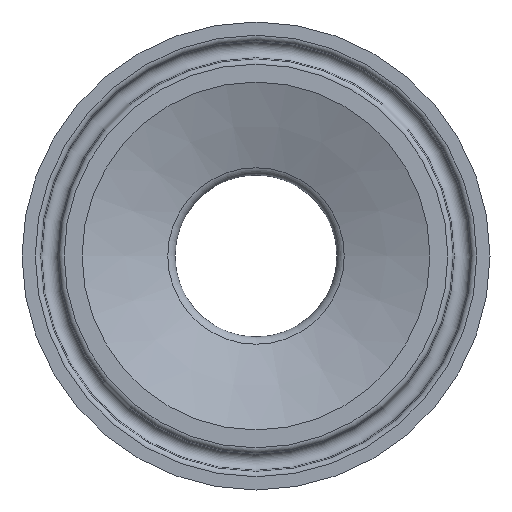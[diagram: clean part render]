
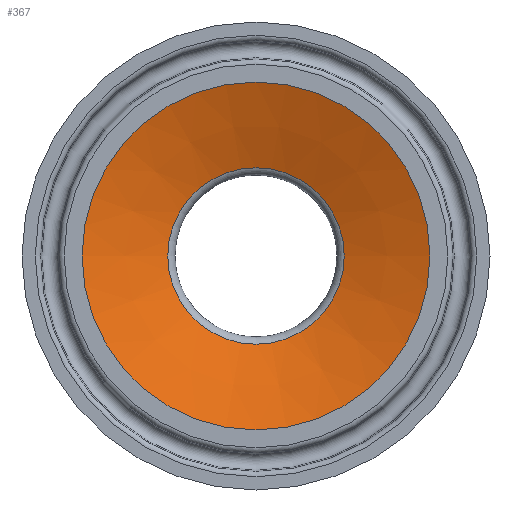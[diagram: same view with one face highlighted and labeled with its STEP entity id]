
A CAD part, left-side view. The second image highlights one B-rep face of the part: STEP entity #367.
In plain terms, the highlighted conical face has half-angle 70 degrees and reference radius 17.399 mm.
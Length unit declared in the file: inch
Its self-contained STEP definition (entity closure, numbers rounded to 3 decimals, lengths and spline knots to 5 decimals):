
#23=CONICAL_SURFACE('',#415,0.685,1.222);
#28=LINE('',#647,#35);
#35=VECTOR('',#502,0.685);
#46=FACE_OUTER_BOUND('',#64,.T.);
#64=EDGE_LOOP('',(#256,#257,#258,#259,#260,#261,#262));
#84=CIRCLE('',#404,0.47448);
#85=CIRCLE('',#405,0.47448);
#90=CIRCLE('',#410,0.47448);
#94=CIRCLE('',#416,0.935);
#95=CIRCLE('',#417,0.935);
#136=VERTEX_POINT('',#624);
#137=VERTEX_POINT('',#625);
#138=VERTEX_POINT('',#627);
#145=VERTEX_POINT('',#646);
#146=VERTEX_POINT('',#648);
#181=EDGE_CURVE('',#136,#137,#84,.T.);
#182=EDGE_CURVE('',#137,#138,#85,.T.);
#187=EDGE_CURVE('',#138,#136,#90,.T.);
#192=EDGE_CURVE('',#137,#145,#28,.T.);
#193=EDGE_CURVE('',#146,#145,#94,.T.);
#194=EDGE_CURVE('',#145,#146,#95,.T.);
#256=ORIENTED_EDGE('',*,*,#181,.F.);
#257=ORIENTED_EDGE('',*,*,#187,.F.);
#258=ORIENTED_EDGE('',*,*,#182,.F.);
#259=ORIENTED_EDGE('',*,*,#192,.T.);
#260=ORIENTED_EDGE('',*,*,#193,.F.);
#261=ORIENTED_EDGE('',*,*,#194,.F.);
#262=ORIENTED_EDGE('',*,*,#192,.F.);
#367=ADVANCED_FACE('',(#46),#23,.F.);
#404=AXIS2_PLACEMENT_3D('',#626,#477,#478);
#405=AXIS2_PLACEMENT_3D('',#628,#479,#480);
#410=AXIS2_PLACEMENT_3D('',#636,#489,#490);
#415=AXIS2_PLACEMENT_3D('',#645,#500,#501);
#416=AXIS2_PLACEMENT_3D('',#649,#503,#504);
#417=AXIS2_PLACEMENT_3D('',#650,#505,#506);
#477=DIRECTION('center_axis',(-1.,0.,0.));
#478=DIRECTION('ref_axis',(0.,-1.,0.));
#479=DIRECTION('center_axis',(-1.,0.,0.));
#480=DIRECTION('ref_axis',(0.,-1.,0.));
#489=DIRECTION('center_axis',(-1.,0.,0.));
#490=DIRECTION('ref_axis',(0.,-1.,0.));
#500=DIRECTION('center_axis',(-1.,0.,0.));
#501=DIRECTION('ref_axis',(0.,1.,0.));
#502=DIRECTION('',(-0.342,-0.94,0.));
#503=DIRECTION('center_axis',(1.,0.,0.));
#504=DIRECTION('ref_axis',(0.,1.,0.));
#505=DIRECTION('center_axis',(1.,0.,0.));
#506=DIRECTION('ref_axis',(0.,1.,0.));
#624=CARTESIAN_POINT('',(0.16762,0.47448,0.));
#625=CARTESIAN_POINT('',(0.16762,-0.47448,0.));
#626=CARTESIAN_POINT('Origin',(0.16762,0.,0.));
#627=CARTESIAN_POINT('',(0.16762,0.,0.47448));
#628=CARTESIAN_POINT('Origin',(0.16762,0.,0.));
#636=CARTESIAN_POINT('Origin',(0.16762,0.,0.));
#645=CARTESIAN_POINT('Origin',(0.09099,0.,
0.));
#646=CARTESIAN_POINT('',(0.,-0.935,0.));
#647=CARTESIAN_POINT('',(0.09099,-0.685,0.));
#648=CARTESIAN_POINT('',(0.,0.935,0.));
#649=CARTESIAN_POINT('Origin',(0.,0.,
0.));
#650=CARTESIAN_POINT('Origin',(0.,0.,
0.));
